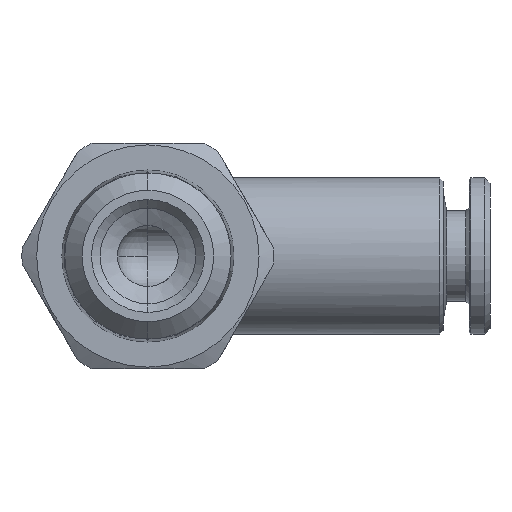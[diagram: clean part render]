
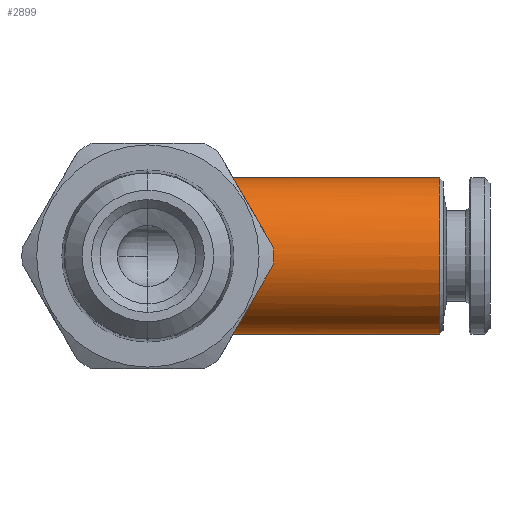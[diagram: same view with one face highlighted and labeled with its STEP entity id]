
A CAD part, front view. The second image highlights one B-rep face of the part: STEP entity #2899.
In plain terms, the highlighted cylindrical face has radius 4.5 mm (diameter 9 mm), a partial arc.
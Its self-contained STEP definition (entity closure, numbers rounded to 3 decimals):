
#16 = LINE ( 'NONE', #4490, #5317 ) ;
#25 = CARTESIAN_POINT ( 'NONE',  ( 3.75, 0., -4.5 ) ) ;
#158 = DIRECTION ( 'NONE',  ( 1., 0., 0. ) ) ;
#177 = VERTEX_POINT ( 'NONE', #1462 ) ;
#234 = ORIENTED_EDGE ( 'NONE', *, *, #2947, .T. ) ;
#257 = CARTESIAN_POINT ( 'NONE',  ( 2.548, -2.293, 3.872 ) ) ;
#319 = CARTESIAN_POINT ( 'NONE',  ( 2.548, -2.293, -3.872 ) ) ;
#386 = LINE ( 'NONE', #3658, #4996 ) ;
#510 = VERTEX_POINT ( 'NONE', #4949 ) ;
#579 = EDGE_CURVE ( 'NONE', #177, #510, #386, .T. ) ;
#611 = DIRECTION ( 'NONE',  ( 0., 0., -1. ) ) ;
#633 = CARTESIAN_POINT ( 'NONE',  ( 2.75, -2.25, -3.897 ) ) ;
#652 = CARTESIAN_POINT ( 'NONE',  ( 3.75, -1.75, -4.146 ) ) ;
#670 = ORIENTED_EDGE ( 'NONE', *, *, #3021, .T. ) ;
#704 = CARTESIAN_POINT ( 'NONE',  ( 2.612, -2.268, 3.887 ) ) ;
#836 = VERTEX_POINT ( 'NONE', #1625 ) ;
#846 =( BOUNDED_CURVE ( )  B_SPLINE_CURVE ( 3, ( #1865, #2744, #3591, #1367 ),
 .UNSPECIFIED., .F., .T. ) 
 B_SPLINE_CURVE_WITH_KNOTS ( ( 4, 4 ),
 ( 5.247, 7.319 ),
 .UNSPECIFIED. ) 
 CURVE ( )  GEOMETRIC_REPRESENTATION_ITEM ( )  RATIONAL_B_SPLINE_CURVE ( ( 1., 0.673, 0.673, 1. ) ) 
 REPRESENTATION_ITEM ( '' )  );
#861 = CARTESIAN_POINT ( 'NONE',  ( 3.75, -1.877, 4.092 ) ) ;
#877 = AXIS2_PLACEMENT_3D ( 'NONE', #1696, #1237, #4274 ) ;
#1078 = CARTESIAN_POINT ( 'NONE',  ( 3.25, -2.25, -3.897 ) ) ;
#1129 = CARTESIAN_POINT ( 'NONE',  ( 3.25, -2.25, -3.897 ) ) ;
#1237 = DIRECTION ( 'NONE',  ( 1., 0., 0. ) ) ;
#1262 = CARTESIAN_POINT ( 'NONE',  ( 0., -2.25, -3.897 ) ) ;
#1290 = DIRECTION ( 'NONE',  ( 0., 0., 1. ) ) ;
#1344 = CARTESIAN_POINT ( 'NONE',  ( 16.8, 0., 4.5 ) ) ;
#1367 = CARTESIAN_POINT ( 'NONE',  ( 2.548, -2.293, -3.872 ) ) ;
#1369 = AXIS2_PLACEMENT_3D ( 'NONE', #5058, #158, #611 ) ;
#1383 = B_SPLINE_CURVE_WITH_KNOTS ( 'NONE', 3,
 ( #319, #4742, #4764, #3829, #2528, #5673 ),
 .UNSPECIFIED., .F., .F.,
 ( 4, 2, 4 ),
 ( 0.001, 0.001, 0.001 ),
 .UNSPECIFIED. ) ;
#1394 = LINE ( 'NONE', #2242, #5679 ) ;
#1462 = CARTESIAN_POINT ( 'NONE',  ( 3.25, -2.25, 3.897 ) ) ;
#1470 = ORIENTED_EDGE ( 'NONE', *, *, #1753, .T. ) ;
#1516 = CYLINDRICAL_SURFACE ( 'NONE', #1369, 4.5 ) ;
#1625 = CARTESIAN_POINT ( 'NONE',  ( 3.75, -1.75, -4.146 ) ) ;
#1674 = ORIENTED_EDGE ( 'NONE', *, *, #2234, .T. ) ;
#1696 = CARTESIAN_POINT ( 'NONE',  ( 3.75, 0., 0. ) ) ;
#1733 = VERTEX_POINT ( 'NONE', #633 ) ;
#1751 = VERTEX_POINT ( 'NONE', #3314 ) ;
#1753 = EDGE_CURVE ( 'NONE', #5050, #836, #3424, .T. ) ;
#1813 = CARTESIAN_POINT ( 'NONE',  ( 3.512, -2.181, 3.936 ) ) ;
#1865 = CARTESIAN_POINT ( 'NONE',  ( 2.548, -2.293, 3.872 ) ) ;
#1916 = EDGE_CURVE ( 'NONE', #2779, #177, #4426, .T. ) ;
#1954 = EDGE_CURVE ( 'NONE', #2380, #2677, #1394, .T. ) ;
#1976 = CARTESIAN_POINT ( 'NONE',  ( 3.388, -2.235, -3.906 ) ) ;
#2115 = CARTESIAN_POINT ( 'NONE',  ( 3.75, 0., 0. ) ) ;
#2129 = DIRECTION ( 'NONE',  ( 0., -1., 0. ) ) ;
#2210 = CARTESIAN_POINT ( 'NONE',  ( 3.7, -2.003, 4.031 ) ) ;
#2226 = AXIS2_PLACEMENT_3D ( 'NONE', #3456, #2597, #1290 ) ;
#2234 = EDGE_CURVE ( 'NONE', #5809, #1733, #1383, .T. ) ;
#2242 = CARTESIAN_POINT ( 'NONE',  ( 0., 0., 4.5 ) ) ;
#2380 = VERTEX_POINT ( 'NONE', #5174 ) ;
#2398 = CARTESIAN_POINT ( 'NONE',  ( 3.701, -2.001, -4.032 ) ) ;
#2415 = CARTESIAN_POINT ( 'NONE',  ( 3.567, -2.142, -3.958 ) ) ;
#2438 = CARTESIAN_POINT ( 'NONE',  ( 16.8, 0., -4.5 ) ) ;
#2503 = B_SPLINE_CURVE_WITH_KNOTS ( 'NONE', 3,
 ( #5637, #5141, #3354, #704, #2893, #257 ),
 .UNSPECIFIED., .F., .F.,
 ( 4, 2, 4 ),
 ( 0.003, 0.003, 0.003 ),
 .UNSPECIFIED. ) ;
#2528 = CARTESIAN_POINT ( 'NONE',  ( 2.715, -2.25, -3.897 ) ) ;
#2569 = EDGE_CURVE ( 'NONE', #1733, #5050, #5564, .T. ) ;
#2586 = DIRECTION ( 'NONE',  ( 1., 0., 0. ) ) ;
#2597 = DIRECTION ( 'NONE',  ( -1., 0., 0. ) ) ;
#2615 = ORIENTED_EDGE ( 'NONE', *, *, #579, .T. ) ;
#2646 = EDGE_CURVE ( 'NONE', #3514, #3447, #16, .T. ) ;
#2648 = CIRCLE ( 'NONE', #2226, 4.5 ) ;
#2657 = CARTESIAN_POINT ( 'NONE',  ( 3.389, -2.235, 3.906 ) ) ;
#2677 = VERTEX_POINT ( 'NONE', #1344 ) ;
#2744 = CARTESIAN_POINT ( 'NONE',  ( 6.215, -5.593, 1.918 ) ) ;
#2779 = VERTEX_POINT ( 'NONE', #4569 ) ;
#2862 = AXIS2_PLACEMENT_3D ( 'NONE', #2115, #4810, #2129 ) ;
#2893 = CARTESIAN_POINT ( 'NONE',  ( 2.579, -2.279, 3.88 ) ) ;
#2899 = ADVANCED_FACE ( 'NONE', ( #4004 ), #1516, .T. ) ;
#2947 = EDGE_CURVE ( 'NONE', #510, #1751, #2503, .T. ) ;
#3021 = EDGE_CURVE ( 'NONE', #2380, #2779, #4640, .T. ) ;
#3112 = VECTOR ( 'NONE', #2586, 1000. ) ;
#3131 = DIRECTION ( 'NONE',  ( 1., 0., 0. ) ) ;
#3171 = EDGE_LOOP ( 'NONE', ( #5567, #670, #4494, #2615, #234, #5327, #1674, #3960, #1470, #5769, #4045, #5773 ) ) ;
#3314 = CARTESIAN_POINT ( 'NONE',  ( 2.548, -2.293, 3.872 ) ) ;
#3354 = CARTESIAN_POINT ( 'NONE',  ( 2.68, -2.254, 3.895 ) ) ;
#3424 = B_SPLINE_CURVE_WITH_KNOTS ( 'NONE', 3,
 ( #1078, #3771, #1976, #5105, #2415, #2398, #4202, #652 ),
 .UNSPECIFIED., .F., .F.,
 ( 4, 2, 2, 4 ),
 ( 0.001, 0.001, 0.001, 0.002 ),
 .UNSPECIFIED. ) ;
#3447 = VERTEX_POINT ( 'NONE', #2438 ) ;
#3456 = CARTESIAN_POINT ( 'NONE',  ( 16.8, 0., 0. ) ) ;
#3514 = VERTEX_POINT ( 'NONE', #25 ) ;
#3556 = EDGE_CURVE ( 'NONE', #3447, #2677, #2648, .T. ) ;
#3579 = CARTESIAN_POINT ( 'NONE',  ( 3.567, -2.142, 3.958 ) ) ;
#3591 = CARTESIAN_POINT ( 'NONE',  ( 6.215, -5.593, -1.918 ) ) ;
#3658 = CARTESIAN_POINT ( 'NONE',  ( 0., -2.25, 3.897 ) ) ;
#3771 = CARTESIAN_POINT ( 'NONE',  ( 3.319, -2.25, -3.897 ) ) ;
#3829 = CARTESIAN_POINT ( 'NONE',  ( 2.679, -2.254, -3.895 ) ) ;
#3960 = ORIENTED_EDGE ( 'NONE', *, *, #2569, .T. ) ;
#4004 = FACE_OUTER_BOUND ( 'NONE', #3171, .T. ) ;
#4040 = EDGE_CURVE ( 'NONE', #1751, #5809, #846, .T. ) ;
#4045 = ORIENTED_EDGE ( 'NONE', *, *, #2646, .T. ) ;
#4202 = CARTESIAN_POINT ( 'NONE',  ( 3.75, -1.877, -4.092 ) ) ;
#4274 = DIRECTION ( 'NONE',  ( 0., -1., 0. ) ) ;
#4426 = B_SPLINE_CURVE_WITH_KNOTS ( 'NONE', 3,
 ( #5771, #861, #2210, #3579, #1813, #2657, #5398, #4979 ),
 .UNSPECIFIED., .F., .F.,
 ( 4, 2, 2, 4 ),
 ( 0.002, 0.002, 0.002, 0.002 ),
 .UNSPECIFIED. ) ;
#4490 = CARTESIAN_POINT ( 'NONE',  ( 0., 0., -4.5 ) ) ;
#4494 = ORIENTED_EDGE ( 'NONE', *, *, #1916, .T. ) ;
#4519 = DIRECTION ( 'NONE',  ( 1., 0., 0. ) ) ;
#4569 = CARTESIAN_POINT ( 'NONE',  ( 3.75, -1.75, 4.146 ) ) ;
#4573 = DIRECTION ( 'NONE',  ( -1., 0., 0. ) ) ;
#4640 = CIRCLE ( 'NONE', #2862, 4.5 ) ;
#4742 = CARTESIAN_POINT ( 'NONE',  ( 2.579, -2.279, -3.88 ) ) ;
#4764 = CARTESIAN_POINT ( 'NONE',  ( 2.612, -2.268, -3.887 ) ) ;
#4769 = CIRCLE ( 'NONE', #877, 4.5 ) ;
#4771 = EDGE_CURVE ( 'NONE', #836, #3514, #4769, .T. ) ;
#4810 = DIRECTION ( 'NONE',  ( 1., 0., 0. ) ) ;
#4912 = CARTESIAN_POINT ( 'NONE',  ( 2.548, -2.293, -3.872 ) ) ;
#4949 = CARTESIAN_POINT ( 'NONE',  ( 2.75, -2.25, 3.897 ) ) ;
#4979 = CARTESIAN_POINT ( 'NONE',  ( 3.25, -2.25, 3.897 ) ) ;
#4996 = VECTOR ( 'NONE', #4573, 1000. ) ;
#5050 = VERTEX_POINT ( 'NONE', #1129 ) ;
#5058 = CARTESIAN_POINT ( 'NONE',  ( 0., 0., 0. ) ) ;
#5105 = CARTESIAN_POINT ( 'NONE',  ( 3.512, -2.181, -3.936 ) ) ;
#5141 = CARTESIAN_POINT ( 'NONE',  ( 2.715, -2.25, 3.897 ) ) ;
#5174 = CARTESIAN_POINT ( 'NONE',  ( 3.75, 0., 4.5 ) ) ;
#5317 = VECTOR ( 'NONE', #3131, 1000. ) ;
#5327 = ORIENTED_EDGE ( 'NONE', *, *, #4040, .T. ) ;
#5398 = CARTESIAN_POINT ( 'NONE',  ( 3.319, -2.25, 3.897 ) ) ;
#5564 = LINE ( 'NONE', #1262, #3112 ) ;
#5567 = ORIENTED_EDGE ( 'NONE', *, *, #1954, .F. ) ;
#5637 = CARTESIAN_POINT ( 'NONE',  ( 2.75, -2.25, 3.897 ) ) ;
#5673 = CARTESIAN_POINT ( 'NONE',  ( 2.75, -2.25, -3.897 ) ) ;
#5679 = VECTOR ( 'NONE', #4519, 1000. ) ;
#5769 = ORIENTED_EDGE ( 'NONE', *, *, #4771, .T. ) ;
#5771 = CARTESIAN_POINT ( 'NONE',  ( 3.75, -1.75, 4.146 ) ) ;
#5773 = ORIENTED_EDGE ( 'NONE', *, *, #3556, .T. ) ;
#5809 = VERTEX_POINT ( 'NONE', #4912 ) ;
